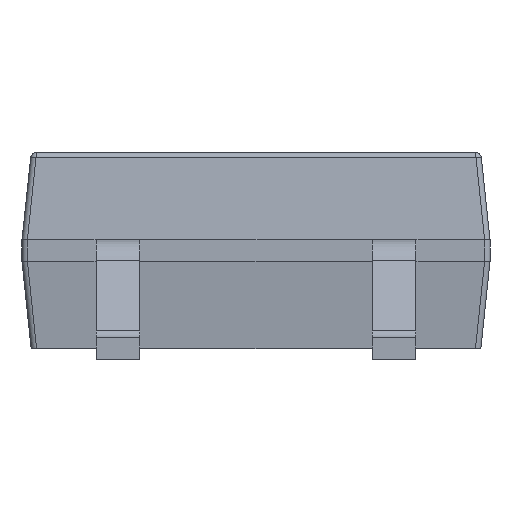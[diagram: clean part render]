
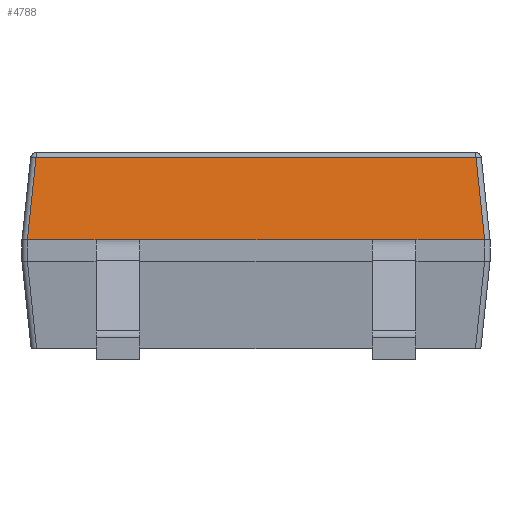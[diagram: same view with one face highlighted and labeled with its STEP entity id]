
A CAD part, front view. The second image highlights one B-rep face of the part: STEP entity #4788.
In plain terms, the highlighted planar face has unit normal (0, -0.995, 0.104).
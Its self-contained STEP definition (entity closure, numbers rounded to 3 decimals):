
#541 = DIRECTION ( 'NONE',  ( -1., 0., 0. ) ) ;
#808 = ORIENTED_EDGE ( 'NONE', *, *, #7535, .T. ) ;
#822 = VERTEX_POINT ( 'NONE', #13732 ) ;
#1038 = DIRECTION ( 'NONE',  ( -1., 0., 0. ) ) ;
#1543 = EDGE_CURVE ( 'NONE', #4250, #10296, #13813, .T. ) ;
#1629 = VERTEX_POINT ( 'NONE', #9504 ) ;
#1700 = CARTESIAN_POINT ( 'NONE',  ( -2.021, -2.121, -0.045 ) ) ;
#1725 = AXIS2_PLACEMENT_3D ( 'NONE', #4212, #8888, #13562 ) ;
#1766 = FACE_OUTER_BOUND ( 'NONE', #7731, .T. ) ;
#1886 = LINE ( 'NONE', #6548, #6692 ) ;
#2197 = VECTOR ( 'NONE', #14047, 1000. ) ;
#2235 = LINE ( 'NONE', #6898, #4873 ) ;
#2279 = CARTESIAN_POINT ( 'NONE',  ( -2.15, -2.2, -0.8 ) ) ;
#2824 = ORIENTED_EDGE ( 'NONE', *, *, #9131, .F. ) ;
#2836 = CARTESIAN_POINT ( 'NONE',  ( -2.15, -2.2, -0.8 ) ) ;
#3110 = EDGE_CURVE ( 'NONE', #822, #8764, #3621, .T. ) ;
#3310 = CARTESIAN_POINT ( 'NONE',  ( -2.15, -2.2, -0.8 ) ) ;
#3447 = DIRECTION ( 'NONE',  ( -1., 0., 0. ) ) ;
#3531 = CARTESIAN_POINT ( 'NONE',  ( -2.1, -2.2, -0.8 ) ) ;
#3594 = EDGE_CURVE ( 'NONE', #5103, #13474, #9829, .T. ) ;
#3621 = LINE ( 'NONE', #8276, #4842 ) ;
#4050 = ORIENTED_EDGE ( 'NONE', *, *, #12579, .F. ) ;
#4116 = ORIENTED_EDGE ( 'NONE', *, *, #11686, .F. ) ;
#4207 = ORIENTED_EDGE ( 'NONE', *, *, #7611, .F. ) ;
#4212 = CARTESIAN_POINT ( 'NONE',  ( 0., -2.116, 0. ) ) ;
#4250 = VERTEX_POINT ( 'NONE', #4573 ) ;
#4573 = CARTESIAN_POINT ( 'NONE',  ( 2.1, -2.2, -0.8 ) ) ;
#4679 = LINE ( 'NONE', #9366, #2197 ) ;
#4788 = ADVANCED_FACE ( 'NONE', ( #1766 ), #6424, .T. ) ;
#4842 = VECTOR ( 'NONE', #12969, 1000. ) ;
#4873 = VECTOR ( 'NONE', #11591, 1000. ) ;
#5103 = VERTEX_POINT ( 'NONE', #15067 ) ;
#5254 = ORIENTED_EDGE ( 'NONE', *, *, #3594, .F. ) ;
#5680 = VECTOR ( 'NONE', #7959, 1000. ) ;
#6119 = ORIENTED_EDGE ( 'NONE', *, *, #3110, .T. ) ;
#6350 = LINE ( 'NONE', #11048, #8842 ) ;
#6424 = PLANE ( 'NONE',  #1725 ) ;
#6548 = CARTESIAN_POINT ( 'NONE',  ( -1.07, -2.2, -0.8 ) ) ;
#6692 = VECTOR ( 'NONE', #11236, 1000. ) ;
#6851 = LINE ( 'NONE', #11541, #7304 ) ;
#6898 = CARTESIAN_POINT ( 'NONE',  ( -1.994, -2.094, 0.207 ) ) ;
#6939 = DIRECTION ( 'NONE',  ( -1., 0., 0. ) ) ;
#7304 = VECTOR ( 'NONE', #1038, 1000. ) ;
#7486 = ORIENTED_EDGE ( 'NONE', *, *, #1543, .F. ) ;
#7496 = DIRECTION ( 'NONE',  ( -1., 0., 0. ) ) ;
#7535 = EDGE_CURVE ( 'NONE', #10810, #7989, #2235, .T. ) ;
#7611 = EDGE_CURVE ( 'NONE', #10296, #1629, #4679, .T. ) ;
#7731 = EDGE_LOOP ( 'NONE', ( #11460, #808, #2824, #5254, #11701, #4116, #4207, #7486, #4050, #6119 ) ) ;
#7863 = VECTOR ( 'NONE', #7496, 1000. ) ;
#7922 = VERTEX_POINT ( 'NONE', #11625 ) ;
#7959 = DIRECTION ( 'NONE',  ( -1., 0., 0. ) ) ;
#7989 = VERTEX_POINT ( 'NONE', #13233 ) ;
#8276 = CARTESIAN_POINT ( 'NONE',  ( 1.994, -2.094, 0.207 ) ) ;
#8764 = VERTEX_POINT ( 'NONE', #10090 ) ;
#8842 = VECTOR ( 'NONE', #541, 1000. ) ;
#8888 = DIRECTION ( 'NONE',  ( 0., -0.995, 0.105 ) ) ;
#9131 = EDGE_CURVE ( 'NONE', #13474, #7989, #6350, .T. ) ;
#9272 = LINE ( 'NONE', #13953, #10803 ) ;
#9366 = CARTESIAN_POINT ( 'NONE',  ( 1.47, -2.2, -0.8 ) ) ;
#9504 = CARTESIAN_POINT ( 'NONE',  ( 1.07, -2.2, -0.8 ) ) ;
#9811 = VECTOR ( 'NONE', #6939, 1000. ) ;
#9829 = LINE ( 'NONE', #2836, #7863 ) ;
#10090 = CARTESIAN_POINT ( 'NONE',  ( 2.021, -2.121, -0.045 ) ) ;
#10296 = VERTEX_POINT ( 'NONE', #14149 ) ;
#10803 = VECTOR ( 'NONE', #3447, 1000. ) ;
#10810 = VERTEX_POINT ( 'NONE', #1700 ) ;
#11048 = CARTESIAN_POINT ( 'NONE',  ( -2.15, -2.2, -0.8 ) ) ;
#11090 = EDGE_CURVE ( 'NONE', #8764, #10810, #6851, .T. ) ;
#11236 = DIRECTION ( 'NONE',  ( -1., 0., 0. ) ) ;
#11460 = ORIENTED_EDGE ( 'NONE', *, *, #11090, .T. ) ;
#11541 = CARTESIAN_POINT ( 'NONE',  ( -2.066, -2.121, -0.045 ) ) ;
#11591 = DIRECTION ( 'NONE',  ( -0.104, -0.104, -0.989 ) ) ;
#11625 = CARTESIAN_POINT ( 'NONE',  ( -1.07, -2.2, -0.8 ) ) ;
#11686 = EDGE_CURVE ( 'NONE', #1629, #7922, #12780, .T. ) ;
#11701 = ORIENTED_EDGE ( 'NONE', *, *, #14277, .F. ) ;
#12579 = EDGE_CURVE ( 'NONE', #822, #4250, #9272, .T. ) ;
#12780 = LINE ( 'NONE', #2279, #9811 ) ;
#12969 = DIRECTION ( 'NONE',  ( -0.104, 0.104, 0.989 ) ) ;
#13233 = CARTESIAN_POINT ( 'NONE',  ( -2.1, -2.2, -0.8 ) ) ;
#13474 = VERTEX_POINT ( 'NONE', #3531 ) ;
#13562 = DIRECTION ( 'NONE',  ( -1., 0., 0. ) ) ;
#13732 = CARTESIAN_POINT ( 'NONE',  ( 2.1, -2.2, -0.8 ) ) ;
#13813 = LINE ( 'NONE', #3310, #5680 ) ;
#13953 = CARTESIAN_POINT ( 'NONE',  ( -2.15, -2.2, -0.8 ) ) ;
#14047 = DIRECTION ( 'NONE',  ( -1., 0., 0. ) ) ;
#14149 = CARTESIAN_POINT ( 'NONE',  ( 1.47, -2.2, -0.8 ) ) ;
#14277 = EDGE_CURVE ( 'NONE', #7922, #5103, #1886, .T. ) ;
#15067 = CARTESIAN_POINT ( 'NONE',  ( -1.47, -2.2, -0.8 ) ) ;
